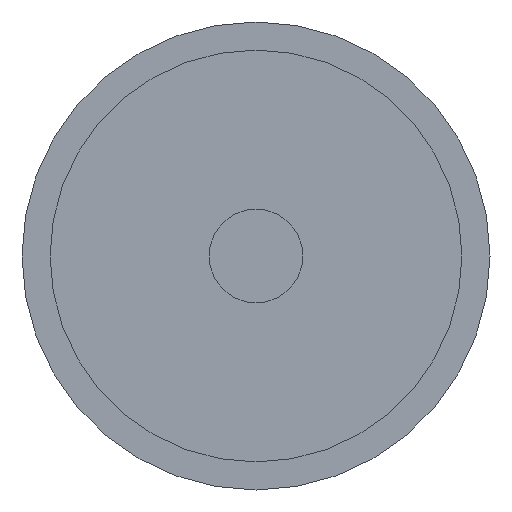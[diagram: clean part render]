
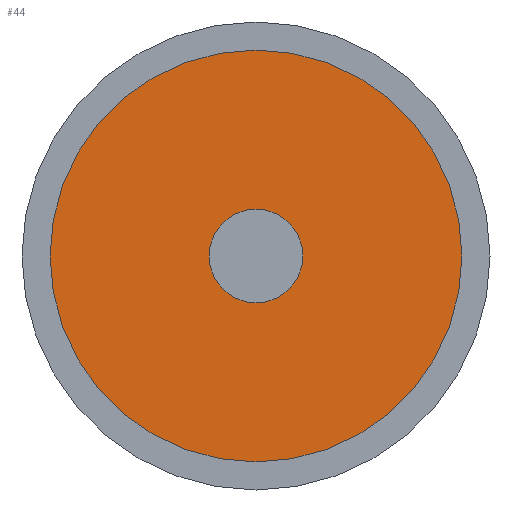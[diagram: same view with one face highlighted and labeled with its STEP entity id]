
A CAD part, front view. The second image highlights one B-rep face of the part: STEP entity #44.
In plain terms, the highlighted planar face has unit normal (0, -1, 0).
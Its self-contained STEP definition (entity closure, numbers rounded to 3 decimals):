
#44 = ADVANCED_FACE( '', ( #90, #91 ), #92, .F. );
#90 = FACE_BOUND( '', #170, .T. );
#91 = FACE_OUTER_BOUND( '', #171, .T. );
#92 = PLANE( '', #172 );
#170 = EDGE_LOOP( '', ( #217 ) );
#171 = EDGE_LOOP( '', ( #218 ) );
#172 = AXIS2_PLACEMENT_3D( '', #219, #220, #221 );
#217 = ORIENTED_EDGE( '', *, *, #260, .F. );
#218 = ORIENTED_EDGE( '', *, *, #250, .T. );
#219 = CARTESIAN_POINT( '', ( 17.6, 5.5, 0. ) );
#220 = DIRECTION( '', ( 0., 1., 0. ) );
#221 = DIRECTION( '', ( 0., 0., 1. ) );
#250 = EDGE_CURVE( '', #270, #270, #271, .T. );
#260 = EDGE_CURVE( '', #286, #286, #287, .T. );
#270 = VERTEX_POINT( '', #298 );
#271 = CIRCLE( '', #299, 17.6 );
#286 = VERTEX_POINT( '', #314 );
#287 = CIRCLE( '', #315, 4. );
#298 = CARTESIAN_POINT( '', ( 0., 5.5, -17.6 ) );
#299 = AXIS2_PLACEMENT_3D( '', #325, #326, #327 );
#314 = CARTESIAN_POINT( '', ( 0., 5.5, -4. ) );
#315 = AXIS2_PLACEMENT_3D( '', #343, #344, #345 );
#325 = CARTESIAN_POINT( '', ( 0., 5.5, 0. ) );
#326 = DIRECTION( '', ( 0., -1., 0. ) );
#327 = DIRECTION( '', ( 0., 0., -1. ) );
#343 = CARTESIAN_POINT( '', ( 0., 5.5, 0. ) );
#344 = DIRECTION( '', ( 0., -1., 0. ) );
#345 = DIRECTION( '', ( 0., 0., -1. ) );
